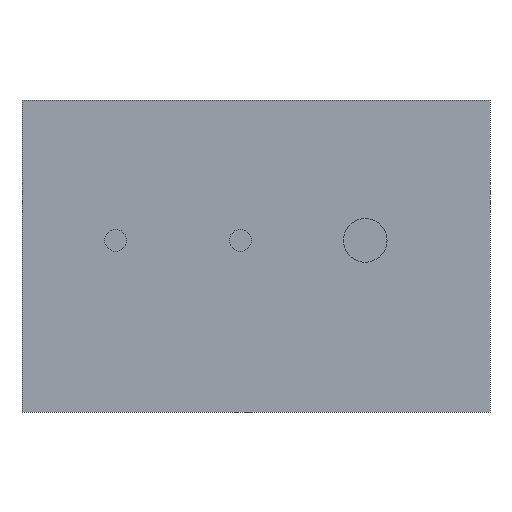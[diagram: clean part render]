
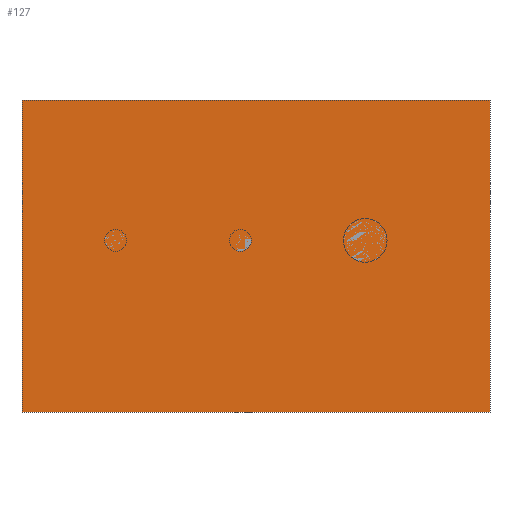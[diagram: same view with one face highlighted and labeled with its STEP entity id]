
A CAD part, front view. The second image highlights one B-rep face of the part: STEP entity #127.
In plain terms, the highlighted planar face has unit normal (0, -1, 0).
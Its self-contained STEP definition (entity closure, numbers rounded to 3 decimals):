
#51 = EDGE_CURVE('',#52,#54,#56,.T.);
#52 = VERTEX_POINT('',#53);
#53 = CARTESIAN_POINT('',(0.,0.,0.));
#54 = VERTEX_POINT('',#55);
#55 = CARTESIAN_POINT('',(0.,0.,200.));
#56 = LINE('',#57,#58);
#57 = CARTESIAN_POINT('',(0.,0.,0.));
#58 = VECTOR('',#59,1.);
#59 = DIRECTION('',(0.,0.,1.));
#91 = EDGE_CURVE('',#92,#94,#96,.T.);
#92 = VERTEX_POINT('',#93);
#93 = CARTESIAN_POINT('',(300.,0.,0.));
#94 = VERTEX_POINT('',#95);
#95 = CARTESIAN_POINT('',(300.,0.,200.));
#96 = LINE('',#97,#98);
#97 = CARTESIAN_POINT('',(300.,0.,0.));
#98 = VECTOR('',#99,1.);
#99 = DIRECTION('',(0.,0.,1.));
#127 = ADVANCED_FACE('',(#128),#144,.F.);
#128 = FACE_BOUND('',#129,.F.);
#129 = EDGE_LOOP('',(#130,#136,#137,#143));
#130 = ORIENTED_EDGE('',*,*,#131,.F.);
#131 = EDGE_CURVE('',#52,#92,#132,.T.);
#132 = LINE('',#133,#134);
#133 = CARTESIAN_POINT('',(0.,0.,0.));
#134 = VECTOR('',#135,1.);
#135 = DIRECTION('',(1.,0.,-0.));
#136 = ORIENTED_EDGE('',*,*,#51,.T.);
#137 = ORIENTED_EDGE('',*,*,#138,.T.);
#138 = EDGE_CURVE('',#54,#94,#139,.T.);
#139 = LINE('',#140,#141);
#140 = CARTESIAN_POINT('',(0.,0.,200.));
#141 = VECTOR('',#142,1.);
#142 = DIRECTION('',(1.,0.,-0.));
#143 = ORIENTED_EDGE('',*,*,#91,.F.);
#144 = PLANE('',#145);
#145 = AXIS2_PLACEMENT_3D('',#146,#147,#148);
#146 = CARTESIAN_POINT('',(0.,0.,0.));
#147 = DIRECTION('',(-0.,1.,0.));
#148 = DIRECTION('',(0.,0.,1.));
